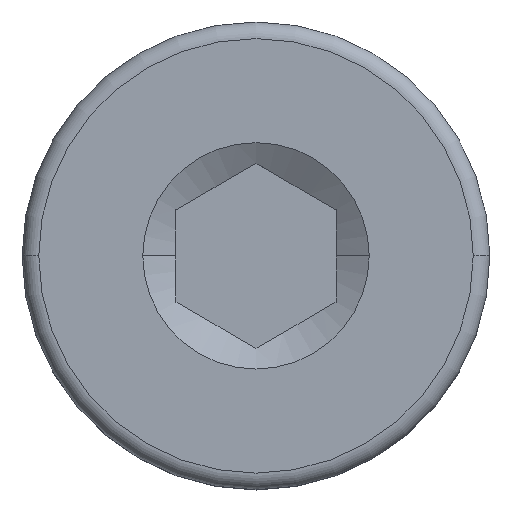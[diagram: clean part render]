
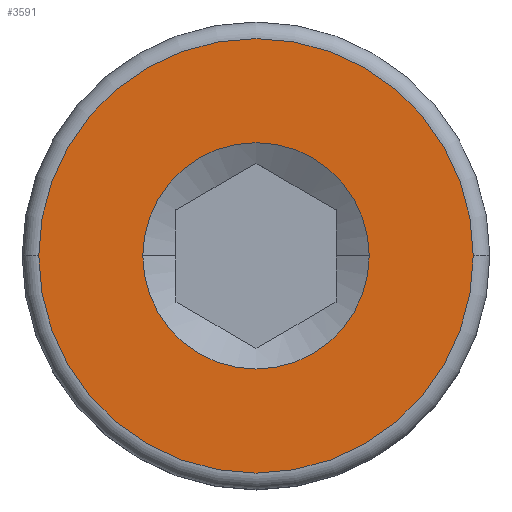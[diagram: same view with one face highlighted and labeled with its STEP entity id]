
A CAD part, top view. The second image highlights one B-rep face of the part: STEP entity #3591.
In plain terms, the highlighted planar face has unit normal (0, 0, 1).
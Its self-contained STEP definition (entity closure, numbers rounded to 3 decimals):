
#59 = CARTESIAN_POINT ( 'NONE',  ( 0.92, 0., 3.675 ) ) ;
#301 = DIRECTION ( 'NONE',  ( 0., 0., -1. ) ) ;
#507 = AXIS2_PLACEMENT_3D ( 'NONE', #668, #3012, #1822 ) ;
#627 = CARTESIAN_POINT ( 'NONE',  ( 0., 0., 3.675 ) ) ;
#649 = FACE_OUTER_BOUND ( 'NONE', #2732, .T. ) ;
#668 = CARTESIAN_POINT ( 'NONE',  ( 0., 1.765, 3.675 ) ) ;
#721 = ORIENTED_EDGE ( 'NONE', *, *, #1589, .F. ) ;
#751 = DIRECTION ( 'NONE',  ( 0., 0., 1. ) ) ;
#804 = AXIS2_PLACEMENT_3D ( 'NONE', #627, #1818, #2972 ) ;
#904 = PLANE ( 'NONE',  #507 ) ;
#912 = CIRCLE ( 'NONE', #1339, 0.92 ) ;
#951 = DIRECTION ( 'NONE',  ( 0., 0., 1. ) ) ;
#977 = VERTEX_POINT ( 'NONE', #2860 ) ;
#1039 = CARTESIAN_POINT ( 'NONE',  ( 0., 0., 3.675 ) ) ;
#1046 = AXIS2_PLACEMENT_3D ( 'NONE', #2343, #951, #2134 ) ;
#1175 = VERTEX_POINT ( 'NONE', #2674 ) ;
#1327 = ORIENTED_EDGE ( 'NONE', *, *, #2464, .F. ) ;
#1339 = AXIS2_PLACEMENT_3D ( 'NONE', #1039, #751, #1928 ) ;
#1589 = EDGE_CURVE ( 'NONE', #1706, #977, #3537, .T. ) ;
#1649 = EDGE_CURVE ( 'NONE', #1175, #3230, #1735, .T. ) ;
#1706 = VERTEX_POINT ( 'NONE', #59 ) ;
#1735 = CIRCLE ( 'NONE', #804, 1.765 ) ;
#1766 = CARTESIAN_POINT ( 'NONE',  ( 0., 0., 3.675 ) ) ;
#1818 = DIRECTION ( 'NONE',  ( 0., 0., -1. ) ) ;
#1822 = DIRECTION ( 'NONE',  ( 1., 0., 0. ) ) ;
#1928 = DIRECTION ( 'NONE',  ( 1., 0., 0. ) ) ;
#1949 = ORIENTED_EDGE ( 'NONE', *, *, #2290, .F. ) ;
#2020 = AXIS2_PLACEMENT_3D ( 'NONE', #1766, #301, #2621 ) ;
#2134 = DIRECTION ( 'NONE',  ( 1., 0., 0. ) ) ;
#2139 = FACE_BOUND ( 'NONE', #3472, .T. ) ;
#2211 = CARTESIAN_POINT ( 'NONE',  ( 1.765, 0., 3.675 ) ) ;
#2290 = EDGE_CURVE ( 'NONE', #3230, #1175, #2726, .T. ) ;
#2343 = CARTESIAN_POINT ( 'NONE',  ( 0., 0., 3.675 ) ) ;
#2464 = EDGE_CURVE ( 'NONE', #977, #1706, #912, .T. ) ;
#2621 = DIRECTION ( 'NONE',  ( -1., 0., 0. ) ) ;
#2674 = CARTESIAN_POINT ( 'NONE',  ( -1.765, 0., 3.675 ) ) ;
#2726 = CIRCLE ( 'NONE', #2020, 1.765 ) ;
#2732 = EDGE_LOOP ( 'NONE', ( #3422, #1949 ) ) ;
#2860 = CARTESIAN_POINT ( 'NONE',  ( -0.92, 0., 3.675 ) ) ;
#2972 = DIRECTION ( 'NONE',  ( -1., 0., 0. ) ) ;
#3012 = DIRECTION ( 'NONE',  ( 0., 0., 1. ) ) ;
#3230 = VERTEX_POINT ( 'NONE', #2211 ) ;
#3422 = ORIENTED_EDGE ( 'NONE', *, *, #1649, .F. ) ;
#3472 = EDGE_LOOP ( 'NONE', ( #721, #1327 ) ) ;
#3537 = CIRCLE ( 'NONE', #1046, 0.92 ) ;
#3591 = ADVANCED_FACE ( 'NONE', ( #2139, #649 ), #904, .T. ) ;
